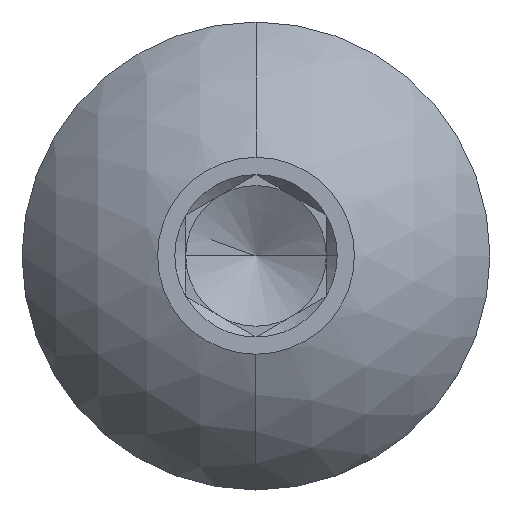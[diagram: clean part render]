
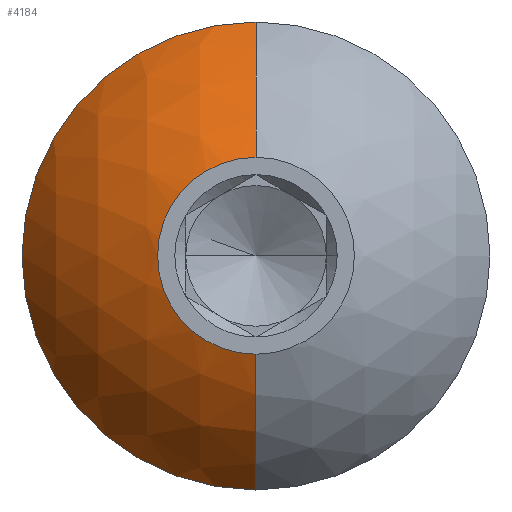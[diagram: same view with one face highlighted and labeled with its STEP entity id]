
A CAD part, top view. The second image highlights one B-rep face of the part: STEP entity #4184.
In plain terms, the highlighted spherical face has radius 4.615 mm.
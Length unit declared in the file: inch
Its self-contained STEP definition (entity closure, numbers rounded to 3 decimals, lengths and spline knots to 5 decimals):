
#224 = ORIENTED_EDGE ( 'NONE', *, *, #4620, .F. ) ;
#276 = CARTESIAN_POINT ( 'NONE',  ( 0., 0., 0.12408 ) ) ;
#342 = DIRECTION ( 'NONE',  ( 1., 0., 0. ) ) ;
#564 = DIRECTION ( 'NONE',  ( 1., 0., 0. ) ) ;
#1062 = EDGE_LOOP ( 'NONE', ( #5022, #3566, #3340, #224, #1771 ) ) ;
#1173 = CARTESIAN_POINT ( 'NONE',  ( 0., 0.06562, 0.2935 ) ) ;
#1233 = VERTEX_POINT ( 'NONE', #1173 ) ;
#1299 = CARTESIAN_POINT ( 'NONE',  ( 0., -0.06562, 0.2935 ) ) ;
#1328 = DIRECTION ( 'NONE',  ( 1., 0., 0. ) ) ;
#1410 = CARTESIAN_POINT ( 'NONE',  ( 0., 0., 0.12408 ) ) ;
#1771 = ORIENTED_EDGE ( 'NONE', *, *, #2601, .T. ) ;
#1777 = VERTEX_POINT ( 'NONE', #6395 ) ;
#1938 = DIRECTION ( 'NONE',  ( 0., -1., 0. ) ) ;
#2210 = FACE_OUTER_BOUND ( 'NONE', #1062, .T. ) ;
#2219 = DIRECTION ( 'NONE',  ( 0., 1., 0. ) ) ;
#2235 = AXIS2_PLACEMENT_3D ( 'NONE', #276, #3246, #2219 ) ;
#2462 = CARTESIAN_POINT ( 'NONE',  ( 0., 0., 0.2935 ) ) ;
#2601 = EDGE_CURVE ( 'NONE', #1777, #6056, #6183, .T. ) ;
#2887 = DIRECTION ( 'NONE',  ( -1., 0., 0. ) ) ;
#3045 = CARTESIAN_POINT ( 'NONE',  ( 0., 0., 0.21721 ) ) ;
#3213 = VERTEX_POINT ( 'NONE', #1299 ) ;
#3227 = CARTESIAN_POINT ( 'NONE',  ( 0., 0., 0.12408 ) ) ;
#3246 = DIRECTION ( 'NONE',  ( -1., 0., 0. ) ) ;
#3280 = DIRECTION ( 'NONE',  ( 0., 0., -1. ) ) ;
#3338 = CARTESIAN_POINT ( 'NONE',  ( -0.156, 0., 0.21721 ) ) ;
#3340 = ORIENTED_EDGE ( 'NONE', *, *, #3685, .F. ) ;
#3464 = EDGE_CURVE ( 'NONE', #6375, #3213, #6021, .T. ) ;
#3506 = AXIS2_PLACEMENT_3D ( 'NONE', #4311, #6373, #1328 ) ;
#3542 = DIRECTION ( 'NONE',  ( 0., 0., 1. ) ) ;
#3566 = ORIENTED_EDGE ( 'NONE', *, *, #3464, .T. ) ;
#3685 = EDGE_CURVE ( 'NONE', #1233, #3213, #5171, .T. ) ;
#3791 = AXIS2_PLACEMENT_3D ( 'NONE', #2462, #4998, #4445 ) ;
#3859 = CIRCLE ( 'NONE', #5563, 0.18169 ) ;
#4184 = ADVANCED_FACE ( 'NONE', ( #2210 ), #5478, .T. ) ;
#4311 = CARTESIAN_POINT ( 'NONE',  ( 0., 0., 0.21721 ) ) ;
#4445 = DIRECTION ( 'NONE',  ( 1., 0., 0. ) ) ;
#4620 = EDGE_CURVE ( 'NONE', #1777, #1233, #3859, .T. ) ;
#4998 = DIRECTION ( 'NONE',  ( 0., 0., 1. ) ) ;
#5022 = ORIENTED_EDGE ( 'NONE', *, *, #6035, .T. ) ;
#5171 = CIRCLE ( 'NONE', #3791, 0.06562 ) ;
#5478 = SPHERICAL_SURFACE ( 'NONE', #2235, 0.18169 ) ;
#5563 = AXIS2_PLACEMENT_3D ( 'NONE', #3227, #342, #3280 ) ;
#5833 = AXIS2_PLACEMENT_3D ( 'NONE', #3045, #3542, #564 ) ;
#5932 = CARTESIAN_POINT ( 'NONE',  ( 0., -0.156, 0.21721 ) ) ;
#5940 = CIRCLE ( 'NONE', #3506, 0.156 ) ;
#6021 = CIRCLE ( 'NONE', #6237, 0.18169 ) ;
#6035 = EDGE_CURVE ( 'NONE', #6056, #6375, #5940, .T. ) ;
#6056 = VERTEX_POINT ( 'NONE', #3338 ) ;
#6183 = CIRCLE ( 'NONE', #5833, 0.156 ) ;
#6237 = AXIS2_PLACEMENT_3D ( 'NONE', #1410, #2887, #1938 ) ;
#6373 = DIRECTION ( 'NONE',  ( 0., 0., 1. ) ) ;
#6375 = VERTEX_POINT ( 'NONE', #5932 ) ;
#6395 = CARTESIAN_POINT ( 'NONE',  ( 0., 0.156, 0.21721 ) ) ;
